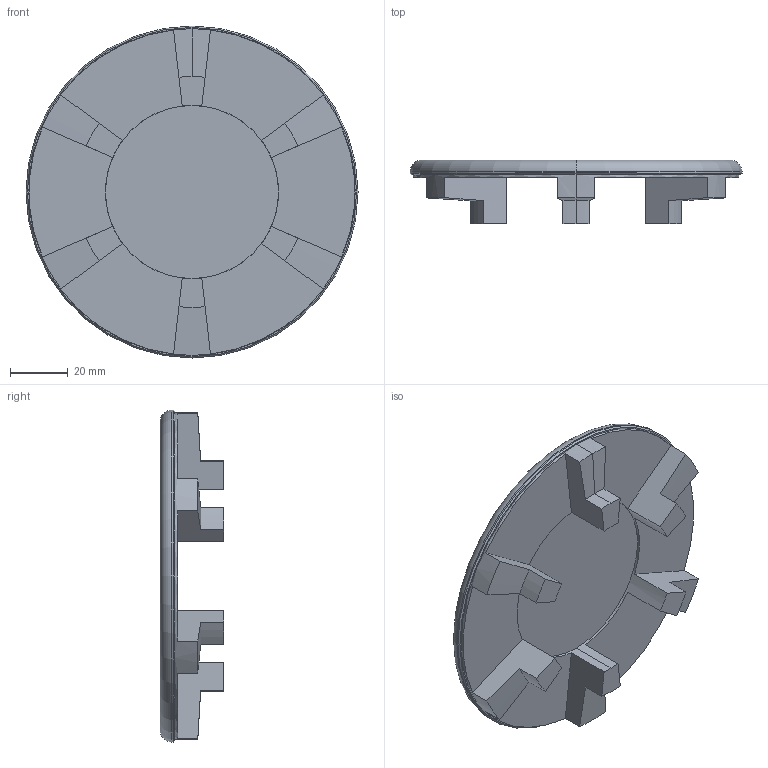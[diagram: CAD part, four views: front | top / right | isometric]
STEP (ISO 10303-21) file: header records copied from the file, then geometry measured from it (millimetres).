
FILE_DESCRIPTION (( 'STEP AP214' ), '1' );
FILE_NAME ('Bonde.STEP', '2021-07-19T13:47:04', ( 'Windows User' ), ( '' ), 'SwSTEP 2.0', 'SolidWorks 2019', '' );
FILE_SCHEMA (( 'AUTOMOTIVE_DESIGN' ));
Length unit declared in the file: millimetre
Products named in the file (1): Bonde
Bounding box: 115 x 22 x 115 mm (x, y, z)
Volume: 73590.8 mm3; surface area: 27424.7 mm2
Topology: 1 solids, 1 shells, 51 faces, 138 edges, 90 vertices
Faces by surface type: plane 27, cylinder 13, cone 9, torus 2
Entity records: 1654 total; most frequent: DIRECTION 298, CARTESIAN_POINT 280, ORIENTED_EDGE 276, EDGE_CURVE 138, AXIS2_PLACEMENT_3D 108, VERTEX_POINT 90, LINE 82, VECTOR 82
